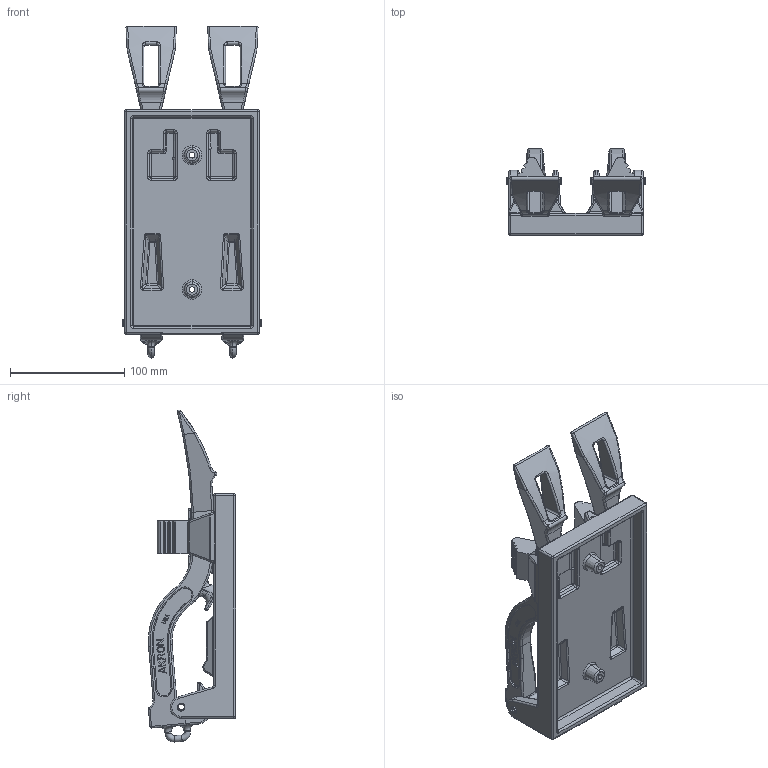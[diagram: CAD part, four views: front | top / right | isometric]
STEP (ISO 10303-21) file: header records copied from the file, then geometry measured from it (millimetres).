
FILE_DESCRIPTION((''),'2;1');
FILE_NAME('0448_SW0001','2014-08-08T',('jhabe'),(''),'PRO/ENGINEER BY PARAMETRIC TECHNOLOGY CORPORATION, 2011310','PRO/ENGINEER BY PARAMETRIC TECHNOLOGY CORPORATION, 2011310','');
FILE_SCHEMA(('CONFIG_CONTROL_DESIGN'));
Products named in the file (1): 0448_SW0001
Bounding box: 121.13 x 76.15 x 290.3 mm (x, y, z)
Volume: 478375.3 mm3; surface area: 147793.1 mm2
Topology: 1 solids, 1 shells, 2005 faces, 5106 edges, 3130 vertices
Faces by surface type: plane 955, cylinder 568, bspline 232, torus 152, sphere 78, cone 20
Entity records: 79328 total; most frequent: CARTESIAN_POINT 32582, ORIENTED_EDGE 10212, DIRECTION 9045, EDGE_CURVE 5106, VECTOR 3173, LINE 3173, VERTEX_POINT 3130, AXIS2_PLACEMENT_3D 2936
